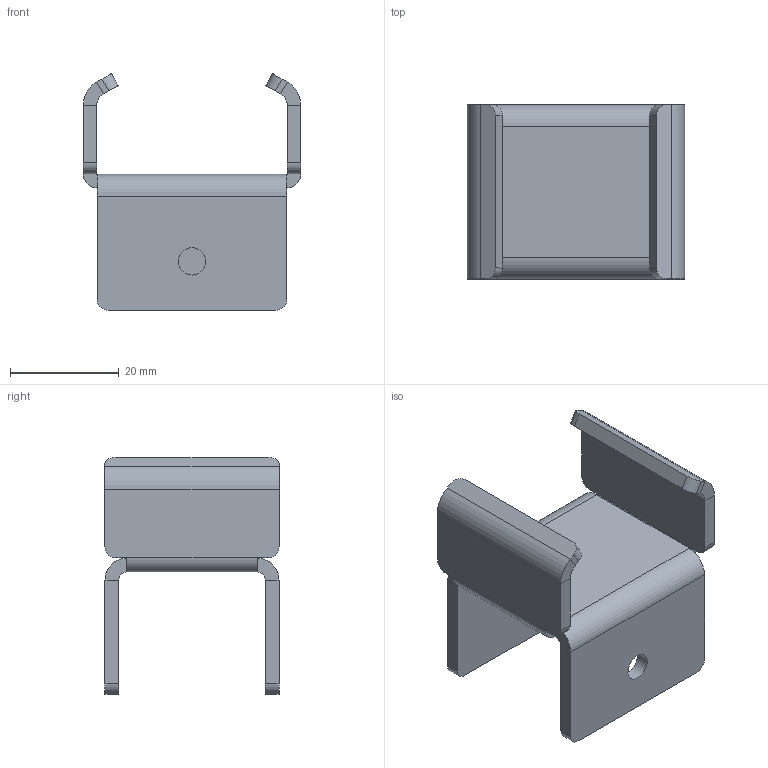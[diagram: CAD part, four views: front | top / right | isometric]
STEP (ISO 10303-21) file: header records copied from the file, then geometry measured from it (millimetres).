
FILE_DESCRIPTION(/* description */ ('Connex, Subdod. čirá - 6,4 mm'),/* implementation_level */ '2;1');
FILE_NAME(/* name */ '350015.stp',/* time_stamp */ '2019-04-13T12:55:00+02:00',/* author */ ('Swarna'),/* organization */ ('Alutec K&K'),/* preprocessor_version */ 'ST-DEVELOPER v17',/* originating_system */ 'Autodesk Inventor 2018',/* authorisation */ '');
FILE_SCHEMA (('AUTOMOTIVE_DESIGN { 1 0 10303 214 3 1 1 }'));
Length unit declared in the file: millimetre
Products named in the file (1): 4721-154-350015
Bounding box: 40 x 32 x 43.5 mm (x, y, z)
Volume: 9801.8 mm3; surface area: 8698.9 mm2
Topology: 1 solids, 1 shells, 71 faces, 161 edges, 92 vertices
Faces by surface type: plane 46, cylinder 25
Full cylindrical faces by diameter (mm): 5 x1
Entity records: 1982 total; most frequent: DIRECTION 357, CARTESIAN_POINT 325, ORIENTED_EDGE 322, EDGE_CURVE 161, AXIS2_PLACEMENT_3D 124, LINE 109, VECTOR 109, VERTEX_POINT 92
